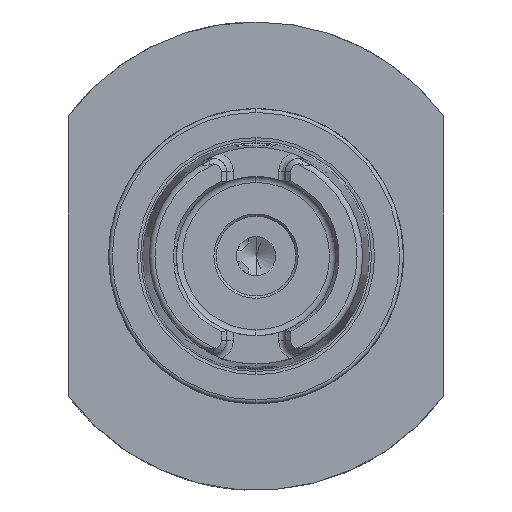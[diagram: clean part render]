
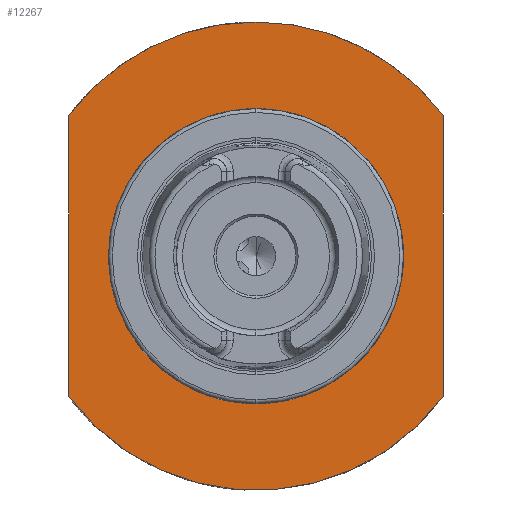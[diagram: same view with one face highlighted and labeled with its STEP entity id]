
A CAD part, left-side view. The second image highlights one B-rep face of the part: STEP entity #12267.
In plain terms, the highlighted planar face has unit normal (-1, 0, 0).
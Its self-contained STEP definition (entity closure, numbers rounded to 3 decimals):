
#1466 = CARTESIAN_POINT ( 'NONE',  ( 42., 0., 0. ) ) ;
#1467 = DIRECTION ( 'NONE',  ( -1., 0., 0. ) ) ;
#1468 = DIRECTION ( 'NONE',  ( 0., 0., 1. ) ) ;
#1513 = CARTESIAN_POINT ( 'NONE',  ( 42., 0., 0. ) ) ;
#1514 = DIRECTION ( 'NONE',  ( -1., 0., 0. ) ) ;
#1515 = DIRECTION ( 'NONE',  ( 0., 0., 1. ) ) ;
#1678 = CARTESIAN_POINT ( 'NONE',  ( 42., 0., 0. ) ) ;
#1679 = DIRECTION ( 'NONE',  ( -1., 0., 0. ) ) ;
#1680 = DIRECTION ( 'NONE',  ( 0., 0., 1. ) ) ;
#1744 = CARTESIAN_POINT ( 'NONE',  ( 42., 0., 50. ) ) ;
#1746 = CARTESIAN_POINT ( 'NONE',  ( 42., -40., 30. ) ) ;
#1791 = CARTESIAN_POINT ( 'NONE',  ( 42., 40., 30. ) ) ;
#1808 = CARTESIAN_POINT ( 'NONE',  ( 42., 40., -30. ) ) ;
#1815 = CARTESIAN_POINT ( 'NONE',  ( 42., -40., -30. ) ) ;
#3078 = FACE_OUTER_BOUND ( 'NONE', #6909, .T. ) ;
#3080 = DIRECTION ( 'NONE',  ( 1., 0., 0. ) ) ;
#3083 = CARTESIAN_POINT ( 'NONE',  ( 42., 4.2, 0. ) ) ;
#3084 = FACE_BOUND ( 'NONE', #6908, .T. ) ;
#3086 = PLANE ( 'NONE',  #16020 ) ;
#3088 = DIRECTION ( 'NONE',  ( 0., 0., -1. ) ) ;
#3697 = CARTESIAN_POINT ( 'NONE',  ( 42., 40., 0. ) ) ;
#3709 = LINE ( 'NONE', #3697, #13384 ) ;
#3717 = LINE ( 'NONE', #3723, #13378 ) ;
#3718 = CARTESIAN_POINT ( 'NONE',  ( 42., 0., 0. ) ) ;
#3719 = DIRECTION ( 'NONE',  ( 1., 0., 0. ) ) ;
#3720 = DIRECTION ( 'NONE',  ( 0., 0., -1. ) ) ;
#3722 = DIRECTION ( 'NONE',  ( 0., 0., -1. ) ) ;
#3723 = CARTESIAN_POINT ( 'NONE',  ( 42., -40., 0. ) ) ;
#3724 = DIRECTION ( 'NONE',  ( 0., 0., 1. ) ) ;
#4649 = ORIENTED_EDGE ( 'NONE', *, *, #12920, .T. ) ;
#4650 = ORIENTED_EDGE ( 'NONE', *, *, #12429, .T. ) ;
#4651 = ORIENTED_EDGE ( 'NONE', *, *, #15236, .T. ) ;
#4652 = ORIENTED_EDGE ( 'NONE', *, *, #15250, .T. ) ;
#4653 = ORIENTED_EDGE ( 'NONE', *, *, #12921, .T. ) ;
#4654 = ORIENTED_EDGE ( 'NONE', *, *, #15265, .T. ) ;
#4655 = ORIENTED_EDGE ( 'NONE', *, *, #12922, .T. ) ;
#4820 = CARTESIAN_POINT ( 'NONE',  ( 42., 0., 27. ) ) ;
#6159 = CARTESIAN_POINT ( 'NONE',  ( 42., 0., 0. ) ) ;
#6160 = DIRECTION ( 'NONE',  ( 1., 0., 0. ) ) ;
#6161 = DIRECTION ( 'NONE',  ( 0., 0., -1. ) ) ;
#6908 = EDGE_LOOP ( 'NONE', ( #4649, #4650 ) ) ;
#6909 = EDGE_LOOP ( 'NONE', ( #4651, #4652, #4653, #4654, #4655 ) ) ;
#9854 = CARTESIAN_POINT ( 'NONE',  ( 42., 0., -27. ) ) ;
#11726 = CIRCLE ( 'NONE', #11728, 27. ) ;
#11728 = AXIS2_PLACEMENT_3D ( 'NONE', #6159, #6160, #6161 ) ;
#12267 = ADVANCED_FACE ( 'NONE', ( #3084, #3078 ), #3086, .F. ) ;
#12429 = EDGE_CURVE ( 'NONE', #14171, #14051, #11726, .T. ) ;
#12920 = EDGE_CURVE ( 'NONE', #14051, #14171, #13382, .T. ) ;
#12921 = EDGE_CURVE ( 'NONE', #15363, #15380, #3709, .T. ) ;
#12922 = EDGE_CURVE ( 'NONE', #15387, #15315, #3717, .T. ) ;
#13378 = VECTOR ( 'NONE', #3724, 1000. ) ;
#13382 = CIRCLE ( 'NONE', #13386, 27. ) ;
#13384 = VECTOR ( 'NONE', #3722, 1000. ) ;
#13386 = AXIS2_PLACEMENT_3D ( 'NONE', #3718, #3719, #3720 ) ;
#13609 = CIRCLE ( 'NONE', #13611, 50. ) ;
#13611 = AXIS2_PLACEMENT_3D ( 'NONE', #1466, #1467, #1468 ) ;
#13627 = CIRCLE ( 'NONE', #13629, 50. ) ;
#13629 = AXIS2_PLACEMENT_3D ( 'NONE', #1513, #1514, #1515 ) ;
#13642 = CIRCLE ( 'NONE', #13644, 50. ) ;
#13644 = AXIS2_PLACEMENT_3D ( 'NONE', #1678, #1679, #1680 ) ;
#14051 = VERTEX_POINT ( 'NONE', #9854 ) ;
#14171 = VERTEX_POINT ( 'NONE', #4820 ) ;
#15236 = EDGE_CURVE ( 'NONE', #15315, #15312, #13609, .T. ) ;
#15250 = EDGE_CURVE ( 'NONE', #15312, #15363, #13627, .T. ) ;
#15265 = EDGE_CURVE ( 'NONE', #15380, #15387, #13642, .T. ) ;
#15312 = VERTEX_POINT ( 'NONE', #1744 ) ;
#15315 = VERTEX_POINT ( 'NONE', #1746 ) ;
#15363 = VERTEX_POINT ( 'NONE', #1791 ) ;
#15380 = VERTEX_POINT ( 'NONE', #1808 ) ;
#15387 = VERTEX_POINT ( 'NONE', #1815 ) ;
#16020 = AXIS2_PLACEMENT_3D ( 'NONE', #3083, #3080, #3088 ) ;
